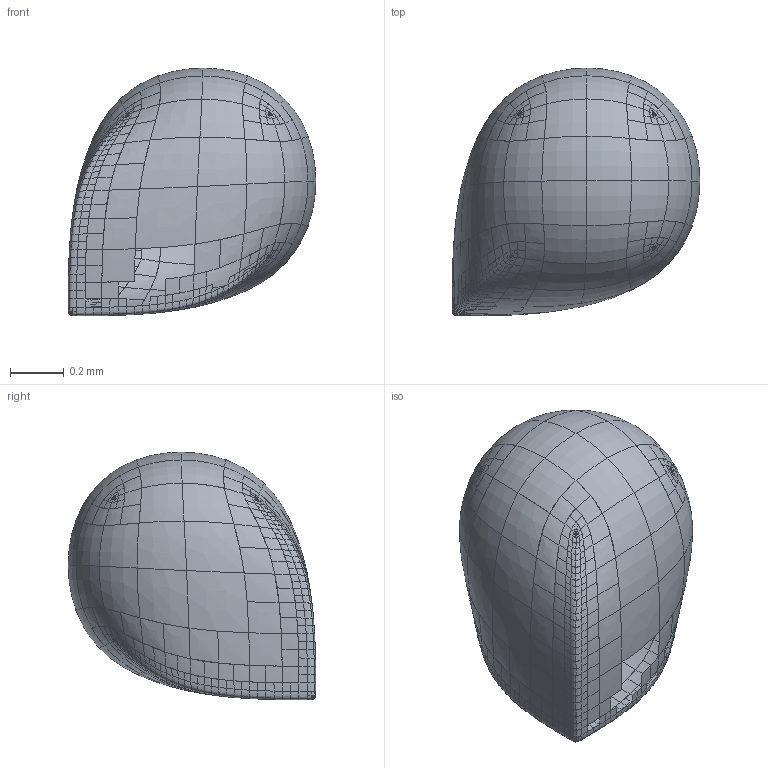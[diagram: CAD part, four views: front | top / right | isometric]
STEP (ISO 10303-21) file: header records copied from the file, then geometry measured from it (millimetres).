
FILE_DESCRIPTION(('Shape Data from Truck'), '2;1');
FILE_NAME('', '2025-11-24 21:57:05.707803354', (('')), (('')), 'truck', '', '');
FILE_SCHEMA(('ISO-10303-042'));
Length unit declared in the file: millimetre
Bounding box: 0.92 x 0.92 x 0.92 mm (x, y, z)
Surface area: 2.9 mm2 (no closed solid volume)
Topology: 0 solids, 830 shells, 830 faces, 3320 edges, 3320 vertices
Faces by surface type: bspline 830
Entity records: 35793 total; most frequent: CARTESIAN_POINT 21210, ORIENTED_EDGE 3320, EDGE_CURVE 2951, B_SPLINE_CURVE_WITH_KNOTS 2951, VERTEX_POINT 2028, FACE_SURFACE 830, FACE_BOUND 830, EDGE_LOOP 830
